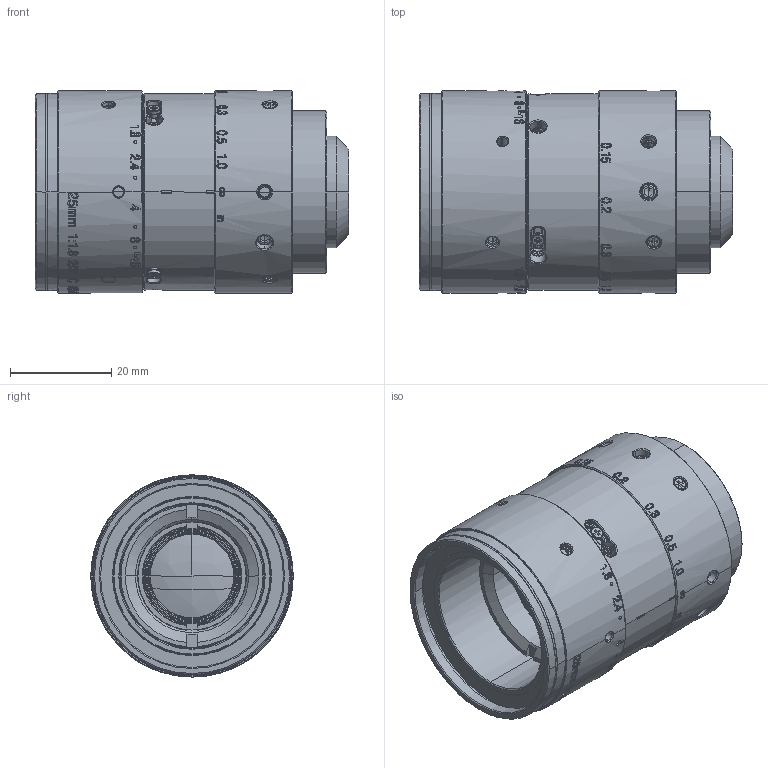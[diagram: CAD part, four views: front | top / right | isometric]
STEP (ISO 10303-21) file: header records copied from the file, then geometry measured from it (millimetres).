
FILE_DESCRIPTION (( 'STEP AP203' ), '1' );
FILE_NAME ('600140.step', '2025-04-14T08:42:34', ( 'MSI' ), ( '' ), 'SwSTEP 2.0', 'SolidWorks 2020', '' );
FILE_SCHEMA (( 'CONFIG_CONTROL_DESIGN' ));
Length unit declared in the file: millimetre
Products named in the file (1): 600140
Bounding box: 62.05 x 40 x 40 mm (x, y, z)
Surface area: 48093.7 mm2 (no closed solid volume)
Topology: 0 solids, 105 shells, 2759 faces, 6689 edges, 4180 vertices
Faces by surface type: bspline 1099, plane 664, cylinder 577, cone 403, sphere 16
Entity records: 123575 total; most frequent: CARTESIAN_POINT 69149, ORIENTED_EDGE 13072, DIRECTION 7708, EDGE_CURVE 6647, VERTEX_POINT 4175, B_SPLINE_CURVE_WITH_KNOTS 3228, EDGE_LOOP 2996, AXIS2_PLACEMENT_3D 2829
